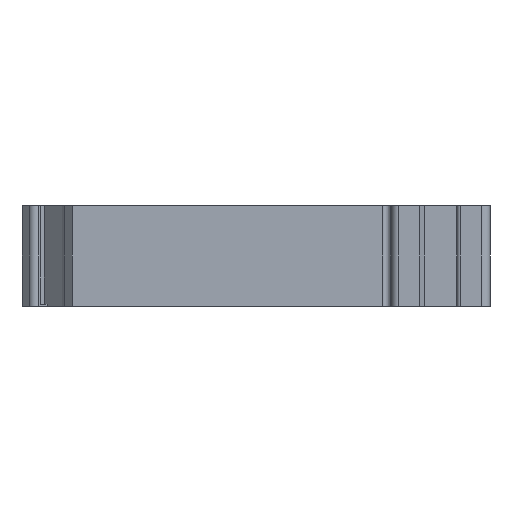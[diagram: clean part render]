
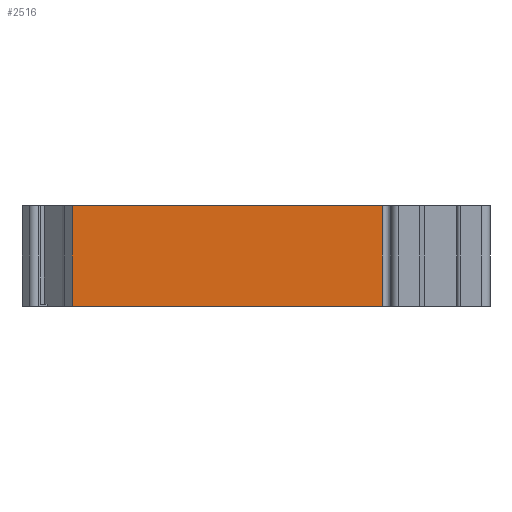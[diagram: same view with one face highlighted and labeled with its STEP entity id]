
A CAD part, left-side view. The second image highlights one B-rep face of the part: STEP entity #2516.
In plain terms, the highlighted planar face has unit normal (-1, 0, 0).
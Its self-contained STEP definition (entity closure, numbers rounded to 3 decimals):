
#114=LINE('',#3752,#416);
#193=LINE('',#3973,#495);
#226=LINE('',#4044,#528);
#227=LINE('',#4045,#529);
#416=VECTOR('',#2986,1000.);
#495=VECTOR('',#3133,1000.);
#528=VECTOR('',#3192,1000.);
#529=VECTOR('',#3193,1000.);
#925=ORIENTED_EDGE('',*,*,#1610,.F.);
#926=ORIENTED_EDGE('',*,*,#1648,.F.);
#927=ORIENTED_EDGE('',*,*,#1499,.T.);
#928=ORIENTED_EDGE('',*,*,#1649,.F.);
#1499=EDGE_CURVE('',#1872,#1871,#114,.T.);
#1610=EDGE_CURVE('',#1979,#1896,#193,.T.);
#1648=EDGE_CURVE('',#1872,#1979,#226,.T.);
#1649=EDGE_CURVE('',#1896,#1871,#227,.T.);
#1871=VERTEX_POINT('',#3751);
#1872=VERTEX_POINT('',#3753);
#1896=VERTEX_POINT('',#3805);
#1979=VERTEX_POINT('',#3972);
#2139=EDGE_LOOP('',(#925,#926,#927,#928));
#2283=FACE_BOUND('',#2139,.T.);
#2418=PLANE('',#2729);
#2516=ADVANCED_FACE('',(#2283),#2418,.T.);
#2729=AXIS2_PLACEMENT_3D('',#4043,#3190,#3191);
#2986=DIRECTION('',(0.,-1.,0.));
#3133=DIRECTION('',(0.,-1.,0.));
#3190=DIRECTION('',(-1.,0.,0.));
#3191=DIRECTION('',(0.,-1.,0.));
#3192=DIRECTION('',(0.,0.,1.));
#3193=DIRECTION('',(0.,0.,-1.));
#3751=CARTESIAN_POINT('',(-22.5,-15.1,-12.));
#3752=CARTESIAN_POINT('',(-22.5,28.,-12.));
#3753=CARTESIAN_POINT('',(-22.5,22.011,-12.));
#3805=CARTESIAN_POINT('',(-22.5,-15.1,0.));
#3972=CARTESIAN_POINT('',(-22.5,22.011,0.));
#3973=CARTESIAN_POINT('',(-22.5,28.,0.));
#4043=CARTESIAN_POINT('',(-22.5,28.,-12.));
#4044=CARTESIAN_POINT('',(-22.5,22.011,-12.));
#4045=CARTESIAN_POINT('',(-22.5,-15.1,-12.));
